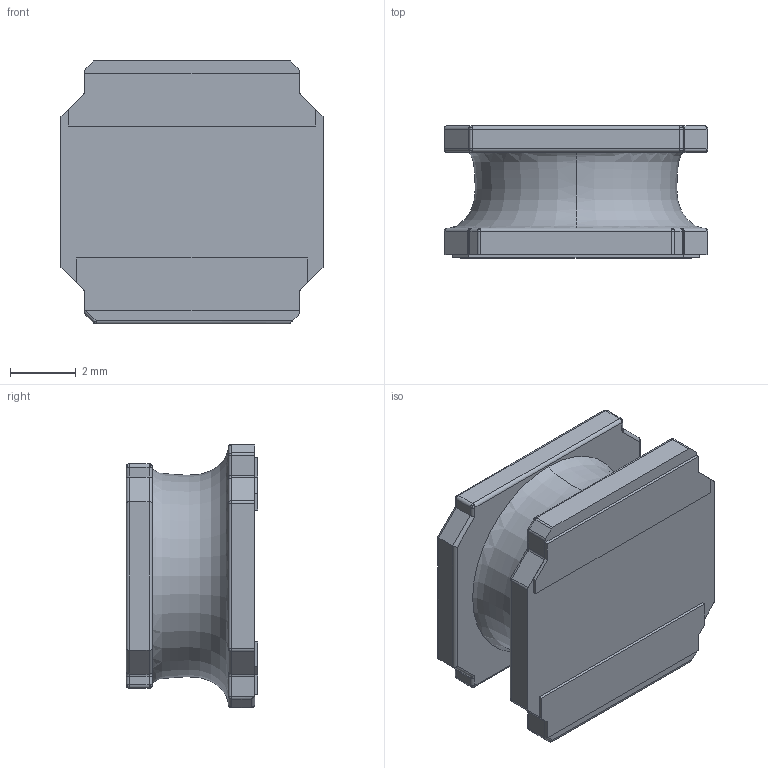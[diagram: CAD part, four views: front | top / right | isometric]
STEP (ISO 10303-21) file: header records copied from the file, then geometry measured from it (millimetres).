
FILE_DESCRIPTION (( 'STEP AP214' ), '1' );
FILE_NAME ('73ECC1EF-3E25-4A3F-98F4-8C74FF25BB84.STEP', '2023-02-03T15:04:00', ( '' ), ( '' ), 'SwSTEP 2.0', 'SolidWorks 2022', '' );
FILE_SCHEMA (( 'AUTOMOTIVE_DESIGN' ));
Length unit declared in the file: millimetre
Products named in the file (1): 73ECC1EF-3E25-4A3F-98F4-8C74FF25BB84
Bounding box: 8 x 4 x 8 mm (x, y, z)
Volume: 164.2 mm3; surface area: 447.3 mm2
Topology: 5 solids, 5 shells, 171 faces, 433 edges, 234 vertices
Faces by surface type: cylinder 67, plane 54, bspline 50
Entity records: 5786 total; most frequent: CARTESIAN_POINT 1985, ORIENTED_EDGE 790, DIRECTION 787, EDGE_CURVE 395, AXIS2_PLACEMENT_3D 294, VERTEX_POINT 234, VECTOR 199, LINE 199
